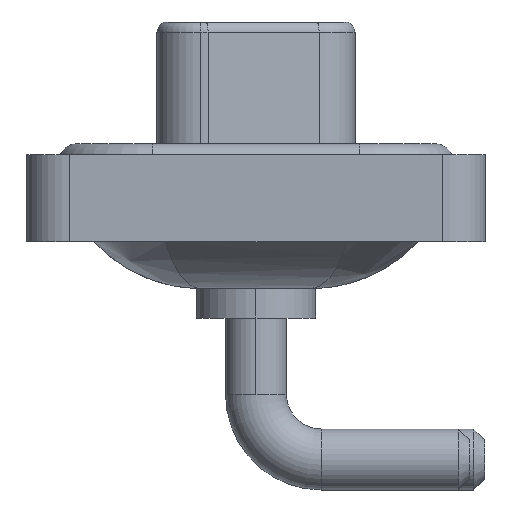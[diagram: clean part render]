
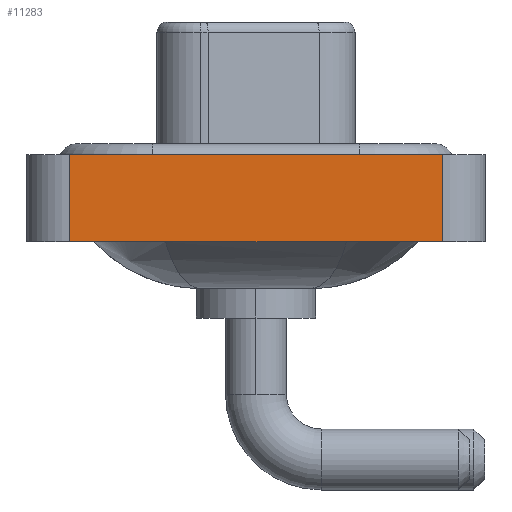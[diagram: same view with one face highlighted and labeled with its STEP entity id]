
A CAD part, left-side view. The second image highlights one B-rep face of the part: STEP entity #11283.
In plain terms, the highlighted planar face has unit normal (-1, 0, 0).
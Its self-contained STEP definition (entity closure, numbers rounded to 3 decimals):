
#202 = FACE_OUTER_BOUND ( 'NONE', #5357, .T. ) ;
#370 = EDGE_CURVE ( 'NONE', #18956, #6052, #8598, .T. ) ;
#1225 = EDGE_CURVE ( 'NONE', #6052, #13361, #2445, .T. ) ;
#1291 = LINE ( 'NONE', #10046, #10351 ) ;
#2445 = LINE ( 'NONE', #11396, #4021 ) ;
#2636 = DIRECTION ( 'NONE',  ( 0., -1., 0. ) ) ;
#3452 = CARTESIAN_POINT ( 'NONE',  ( -7.3, 8.55, 0.4 ) ) ;
#4021 = VECTOR ( 'NONE', #2636, 1000. ) ;
#5357 = EDGE_LOOP ( 'NONE', ( #13908, #9854, #6404, #16119 ) ) ;
#5521 = EDGE_CURVE ( 'NONE', #15842, #13361, #1291, .T. ) ;
#5664 = CARTESIAN_POINT ( 'NONE',  ( -7.3, 8.55, -3.6 ) ) ;
#6005 = DIRECTION ( 'NONE',  ( 0., -1., 0. ) ) ;
#6052 = VERTEX_POINT ( 'NONE', #3452 ) ;
#6099 = DIRECTION ( 'NONE',  ( -1., 0., 0. ) ) ;
#6404 = ORIENTED_EDGE ( 'NONE', *, *, #370, .F. ) ;
#7712 = AXIS2_PLACEMENT_3D ( 'NONE', #11873, #6099, #18026 ) ;
#8471 = DIRECTION ( 'NONE',  ( 0., 0., 1. ) ) ;
#8598 = LINE ( 'NONE', #5664, #16034 ) ;
#9035 = PLANE ( 'NONE',  #7712 ) ;
#9560 = CARTESIAN_POINT ( 'NONE',  ( -7.3, -8.55, 0.4 ) ) ;
#9854 = ORIENTED_EDGE ( 'NONE', *, *, #1225, .F. ) ;
#10046 = CARTESIAN_POINT ( 'NONE',  ( -7.3, -8.55, -3.6 ) ) ;
#10351 = VECTOR ( 'NONE', #8471, 1000. ) ;
#11283 = ADVANCED_FACE ( 'NONE', ( #202 ), #9035, .T. ) ;
#11396 = CARTESIAN_POINT ( 'NONE',  ( -7.3, -8.55, 0.4 ) ) ;
#11657 = VECTOR ( 'NONE', #6005, 1000. ) ;
#11873 = CARTESIAN_POINT ( 'NONE',  ( -7.3, -8.55, -3.6 ) ) ;
#12267 = LINE ( 'NONE', #18216, #11657 ) ;
#13361 = VERTEX_POINT ( 'NONE', #9560 ) ;
#13908 = ORIENTED_EDGE ( 'NONE', *, *, #5521, .T. ) ;
#14153 = CARTESIAN_POINT ( 'NONE',  ( -7.3, 8.55, -3.6 ) ) ;
#14644 = CARTESIAN_POINT ( 'NONE',  ( -7.3, -8.55, -3.6 ) ) ;
#15842 = VERTEX_POINT ( 'NONE', #14644 ) ;
#16034 = VECTOR ( 'NONE', #17586, 1000. ) ;
#16119 = ORIENTED_EDGE ( 'NONE', *, *, #16930, .T. ) ;
#16930 = EDGE_CURVE ( 'NONE', #18956, #15842, #12267, .T. ) ;
#17586 = DIRECTION ( 'NONE',  ( 0., 0., 1. ) ) ;
#18026 = DIRECTION ( 'NONE',  ( 0., 0., 1. ) ) ;
#18216 = CARTESIAN_POINT ( 'NONE',  ( -7.3, -8.55, -3.6 ) ) ;
#18956 = VERTEX_POINT ( 'NONE', #14153 ) ;
